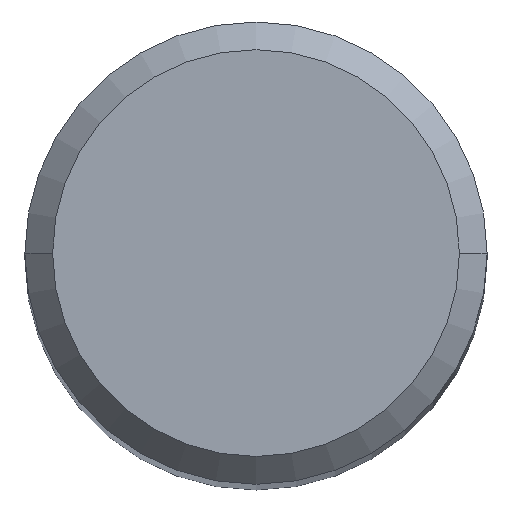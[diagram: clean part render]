
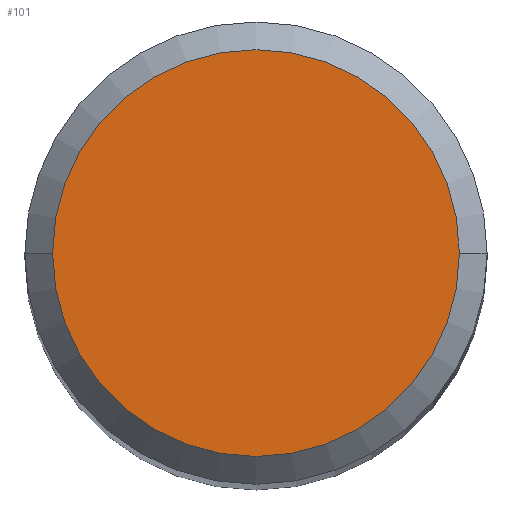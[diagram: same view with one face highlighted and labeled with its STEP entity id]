
A CAD part, top view. The second image highlights one B-rep face of the part: STEP entity #101.
In plain terms, the highlighted planar face has unit normal (0, 0, 1).
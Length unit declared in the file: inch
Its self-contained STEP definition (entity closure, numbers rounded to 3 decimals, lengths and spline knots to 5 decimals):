
#6 = AXIS2_PLACEMENT_3D ( 'NONE', #199, #126, #54 ) ;
#7 = CARTESIAN_POINT ( 'NONE',  ( 0., 0., 2.5 ) ) ;
#28 = DIRECTION ( 'NONE',  ( 1., 0., 0. ) ) ;
#52 = DIRECTION ( 'NONE',  ( 0., 0., 1. ) ) ;
#54 = DIRECTION ( 'NONE',  ( 1., 0., 0. ) ) ;
#55 = DIRECTION ( 'NONE',  ( 0., 0., 1. ) ) ;
#57 = FACE_OUTER_BOUND ( 'NONE', #97, .T. ) ;
#67 = VERTEX_POINT ( 'NONE', #221 ) ;
#88 = CIRCLE ( 'NONE', #191, 0.11 ) ;
#95 = VERTEX_POINT ( 'NONE', #307 ) ;
#97 = EDGE_LOOP ( 'NONE', ( #103, #163 ) ) ;
#101 = ADVANCED_FACE ( 'NONE', ( #57 ), #292, .T. ) ;
#103 = ORIENTED_EDGE ( 'NONE', *, *, #133, .T. ) ;
#108 = CARTESIAN_POINT ( 'NONE',  ( 0., 0., 2.5 ) ) ;
#122 = EDGE_CURVE ( 'NONE', #95, #67, #129, .T. ) ;
#124 = DIRECTION ( 'NONE',  ( 1., 0., 0. ) ) ;
#126 = DIRECTION ( 'NONE',  ( 0., 0., 1. ) ) ;
#129 = CIRCLE ( 'NONE', #208, 0.11 ) ;
#133 = EDGE_CURVE ( 'NONE', #67, #95, #88, .T. ) ;
#163 = ORIENTED_EDGE ( 'NONE', *, *, #122, .T. ) ;
#191 = AXIS2_PLACEMENT_3D ( 'NONE', #108, #52, #124 ) ;
#199 = CARTESIAN_POINT ( 'NONE',  ( 0., 0., 2.5 ) ) ;
#208 = AXIS2_PLACEMENT_3D ( 'NONE', #7, #55, #28 ) ;
#221 = CARTESIAN_POINT ( 'NONE',  ( -0.11, 0., 2.5 ) ) ;
#292 = PLANE ( 'NONE',  #6 ) ;
#307 = CARTESIAN_POINT ( 'NONE',  ( 0.11, 0., 2.5 ) ) ;
